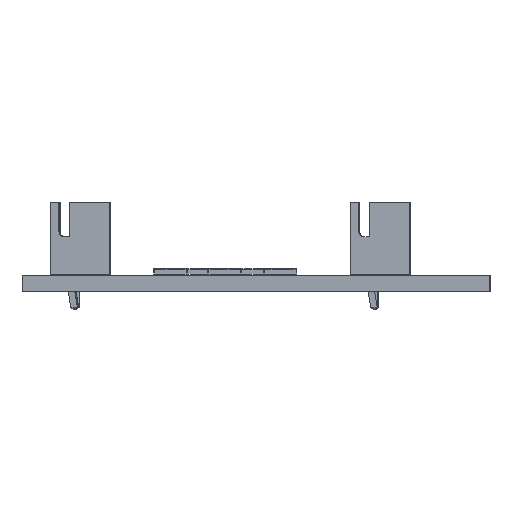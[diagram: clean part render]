
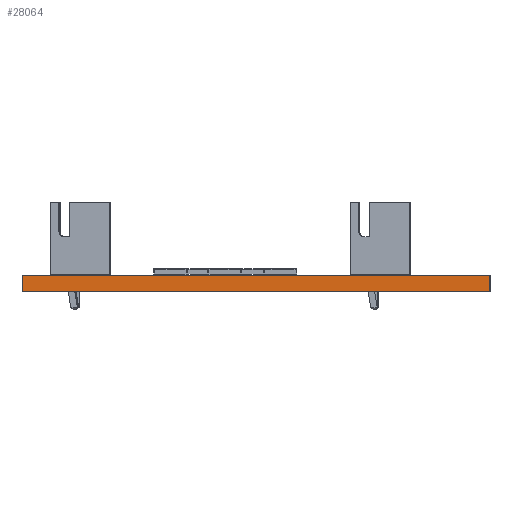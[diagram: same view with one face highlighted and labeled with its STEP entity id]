
A CAD part, left-side view. The second image highlights one B-rep face of the part: STEP entity #28064.
In plain terms, the highlighted planar face has unit normal (-1, 0, 0).
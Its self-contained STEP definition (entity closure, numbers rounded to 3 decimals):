
#27883 = PLANE('',#27884);
#27884 = AXIS2_PLACEMENT_3D('',#27885,#27886,#27887);
#27885 = CARTESIAN_POINT('',(130.6,-86.2,0.));
#27886 = DIRECTION('',(0.,-1.,0.));
#27887 = DIRECTION('',(-1.,0.,0.));
#27908 = VERTEX_POINT('',#27909);
#27909 = CARTESIAN_POINT('',(68.3,-86.2,1.6));
#27923 = PLANE('',#27924);
#27924 = AXIS2_PLACEMENT_3D('',#27925,#27926,#27927);
#27925 = CARTESIAN_POINT('',(99.45,-63.55,1.6));
#27926 = DIRECTION('',(-0.,-0.,-1.));
#27927 = DIRECTION('',(-1.,0.,0.));
#27935 = EDGE_CURVE('',#27936,#27908,#27938,.T.);
#27936 = VERTEX_POINT('',#27937);
#27937 = CARTESIAN_POINT('',(68.3,-86.2,0.));
#27938 = SURFACE_CURVE('',#27939,(#27943,#27950),.PCURVE_S1.);
#27939 = LINE('',#27940,#27941);
#27940 = CARTESIAN_POINT('',(68.3,-86.2,0.));
#27941 = VECTOR('',#27942,1.);
#27942 = DIRECTION('',(0.,0.,1.));
#27943 = PCURVE('',#27883,#27944);
#27944 = DEFINITIONAL_REPRESENTATION('',(#27945),#27949);
#27945 = LINE('',#27946,#27947);
#27946 = CARTESIAN_POINT('',(62.3,0.));
#27947 = VECTOR('',#27948,1.);
#27948 = DIRECTION('',(0.,-1.));
#27949 = ( GEOMETRIC_REPRESENTATION_CONTEXT(2) 
PARAMETRIC_REPRESENTATION_CONTEXT() REPRESENTATION_CONTEXT('2D SPACE',''
  ) );
#27950 = PCURVE('',#27951,#27956);
#27951 = PLANE('',#27952);
#27952 = AXIS2_PLACEMENT_3D('',#27953,#27954,#27955);
#27953 = CARTESIAN_POINT('',(68.3,-86.2,0.));
#27954 = DIRECTION('',(-1.,0.,0.));
#27955 = DIRECTION('',(0.,1.,0.));
#27956 = DEFINITIONAL_REPRESENTATION('',(#27957),#27961);
#27957 = LINE('',#27958,#27959);
#27958 = CARTESIAN_POINT('',(0.,0.));
#27959 = VECTOR('',#27960,1.);
#27960 = DIRECTION('',(0.,-1.));
#27961 = ( GEOMETRIC_REPRESENTATION_CONTEXT(2) 
PARAMETRIC_REPRESENTATION_CONTEXT() REPRESENTATION_CONTEXT('2D SPACE',''
  ) );
#27977 = PLANE('',#27978);
#27978 = AXIS2_PLACEMENT_3D('',#27979,#27980,#27981);
#27979 = CARTESIAN_POINT('',(99.45,-63.55,0.));
#27980 = DIRECTION('',(-0.,-0.,-1.));
#27981 = DIRECTION('',(-1.,0.,0.));
#28010 = PLANE('',#28011);
#28011 = AXIS2_PLACEMENT_3D('',#28012,#28013,#28014);
#28012 = CARTESIAN_POINT('',(68.3,-40.9,0.));
#28013 = DIRECTION('',(0.,1.,0.));
#28014 = DIRECTION('',(1.,0.,0.));
#28064 = ADVANCED_FACE('',(#28065),#27951,.T.);
#28065 = FACE_BOUND('',#28066,.T.);
#28066 = EDGE_LOOP('',(#28067,#28068,#28091,#28114));
#28067 = ORIENTED_EDGE('',*,*,#27935,.T.);
#28068 = ORIENTED_EDGE('',*,*,#28069,.T.);
#28069 = EDGE_CURVE('',#27908,#28070,#28072,.T.);
#28070 = VERTEX_POINT('',#28071);
#28071 = CARTESIAN_POINT('',(68.3,-40.9,1.6));
#28072 = SURFACE_CURVE('',#28073,(#28077,#28084),.PCURVE_S1.);
#28073 = LINE('',#28074,#28075);
#28074 = CARTESIAN_POINT('',(68.3,-86.2,1.6));
#28075 = VECTOR('',#28076,1.);
#28076 = DIRECTION('',(0.,1.,0.));
#28077 = PCURVE('',#27951,#28078);
#28078 = DEFINITIONAL_REPRESENTATION('',(#28079),#28083);
#28079 = LINE('',#28080,#28081);
#28080 = CARTESIAN_POINT('',(0.,-1.6));
#28081 = VECTOR('',#28082,1.);
#28082 = DIRECTION('',(1.,0.));
#28083 = ( GEOMETRIC_REPRESENTATION_CONTEXT(2) 
PARAMETRIC_REPRESENTATION_CONTEXT() REPRESENTATION_CONTEXT('2D SPACE',''
  ) );
#28084 = PCURVE('',#27923,#28085);
#28085 = DEFINITIONAL_REPRESENTATION('',(#28086),#28090);
#28086 = LINE('',#28087,#28088);
#28087 = CARTESIAN_POINT('',(31.15,-22.65));
#28088 = VECTOR('',#28089,1.);
#28089 = DIRECTION('',(0.,1.));
#28090 = ( GEOMETRIC_REPRESENTATION_CONTEXT(2) 
PARAMETRIC_REPRESENTATION_CONTEXT() REPRESENTATION_CONTEXT('2D SPACE',''
  ) );
#28091 = ORIENTED_EDGE('',*,*,#28092,.F.);
#28092 = EDGE_CURVE('',#28093,#28070,#28095,.T.);
#28093 = VERTEX_POINT('',#28094);
#28094 = CARTESIAN_POINT('',(68.3,-40.9,0.));
#28095 = SURFACE_CURVE('',#28096,(#28100,#28107),.PCURVE_S1.);
#28096 = LINE('',#28097,#28098);
#28097 = CARTESIAN_POINT('',(68.3,-40.9,0.));
#28098 = VECTOR('',#28099,1.);
#28099 = DIRECTION('',(0.,0.,1.));
#28100 = PCURVE('',#27951,#28101);
#28101 = DEFINITIONAL_REPRESENTATION('',(#28102),#28106);
#28102 = LINE('',#28103,#28104);
#28103 = CARTESIAN_POINT('',(45.3,0.));
#28104 = VECTOR('',#28105,1.);
#28105 = DIRECTION('',(0.,-1.));
#28106 = ( GEOMETRIC_REPRESENTATION_CONTEXT(2) 
PARAMETRIC_REPRESENTATION_CONTEXT() REPRESENTATION_CONTEXT('2D SPACE',''
  ) );
#28107 = PCURVE('',#28010,#28108);
#28108 = DEFINITIONAL_REPRESENTATION('',(#28109),#28113);
#28109 = LINE('',#28110,#28111);
#28110 = CARTESIAN_POINT('',(0.,0.));
#28111 = VECTOR('',#28112,1.);
#28112 = DIRECTION('',(0.,-1.));
#28113 = ( GEOMETRIC_REPRESENTATION_CONTEXT(2) 
PARAMETRIC_REPRESENTATION_CONTEXT() REPRESENTATION_CONTEXT('2D SPACE',''
  ) );
#28114 = ORIENTED_EDGE('',*,*,#28115,.F.);
#28115 = EDGE_CURVE('',#27936,#28093,#28116,.T.);
#28116 = SURFACE_CURVE('',#28117,(#28121,#28128),.PCURVE_S1.);
#28117 = LINE('',#28118,#28119);
#28118 = CARTESIAN_POINT('',(68.3,-86.2,0.));
#28119 = VECTOR('',#28120,1.);
#28120 = DIRECTION('',(0.,1.,0.));
#28121 = PCURVE('',#27951,#28122);
#28122 = DEFINITIONAL_REPRESENTATION('',(#28123),#28127);
#28123 = LINE('',#28124,#28125);
#28124 = CARTESIAN_POINT('',(0.,0.));
#28125 = VECTOR('',#28126,1.);
#28126 = DIRECTION('',(1.,0.));
#28127 = ( GEOMETRIC_REPRESENTATION_CONTEXT(2) 
PARAMETRIC_REPRESENTATION_CONTEXT() REPRESENTATION_CONTEXT('2D SPACE',''
  ) );
#28128 = PCURVE('',#27977,#28129);
#28129 = DEFINITIONAL_REPRESENTATION('',(#28130),#28134);
#28130 = LINE('',#28131,#28132);
#28131 = CARTESIAN_POINT('',(31.15,-22.65));
#28132 = VECTOR('',#28133,1.);
#28133 = DIRECTION('',(0.,1.));
#28134 = ( GEOMETRIC_REPRESENTATION_CONTEXT(2) 
PARAMETRIC_REPRESENTATION_CONTEXT() REPRESENTATION_CONTEXT('2D SPACE',''
  ) );
